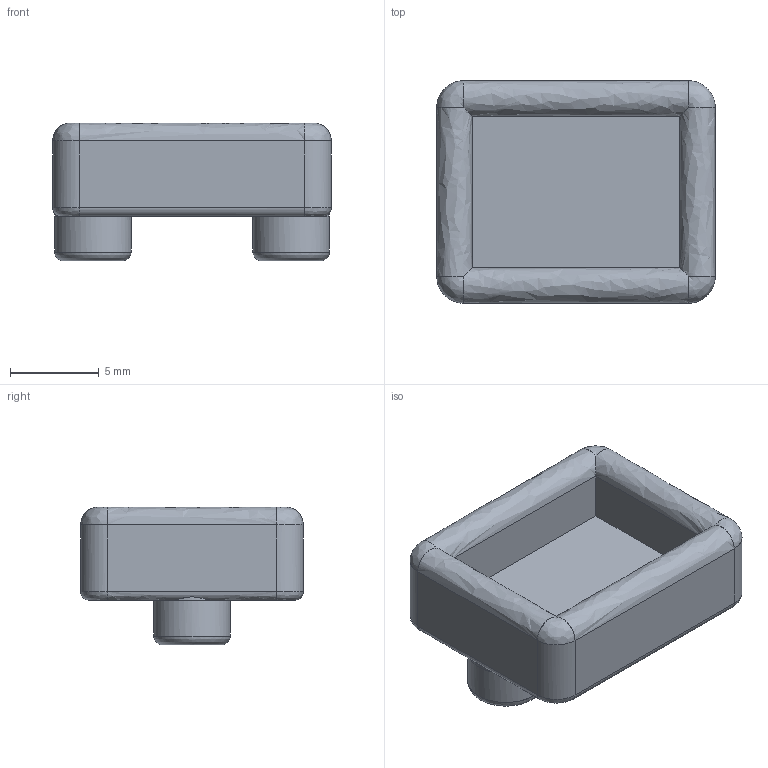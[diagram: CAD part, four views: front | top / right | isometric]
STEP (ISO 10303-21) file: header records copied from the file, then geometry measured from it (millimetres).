
FILE_DESCRIPTION((''),'2;1');
FILE_NAME('MKB.stp','2024-08-17T08:43:55',(''),(''),'AutoCAD STEP 2000i','AutoCAD 2000i',', , ');
FILE_SCHEMA(('CONFIG_CONTROL_DESIGN'));
Length unit declared in the file: millimetre
Products named in the file (1): MKB
Bounding box: 15.65 x 12.5 x 7.75 mm (x, y, z)
Surface area: 833.6 mm2 (no closed solid volume)
Topology: 0 solids, 0 shells, 42 faces, 182 edges, 154 vertices
Faces by surface type: bspline 42
Entity records: 2574 total; most frequent: CARTESIAN_POINT 1767, QUASI_UNIFORM_CURVE 232, PCURVE 172, COMPOSITE_CURVE_SEGMENT 172, CURVE_BOUNDED_SURFACE 42, OUTER_BOUNDARY_CURVE 40, B_SPLINE_CURVE_WITH_KNOTS 34, QUASI_UNIFORM_SURFACE 10
